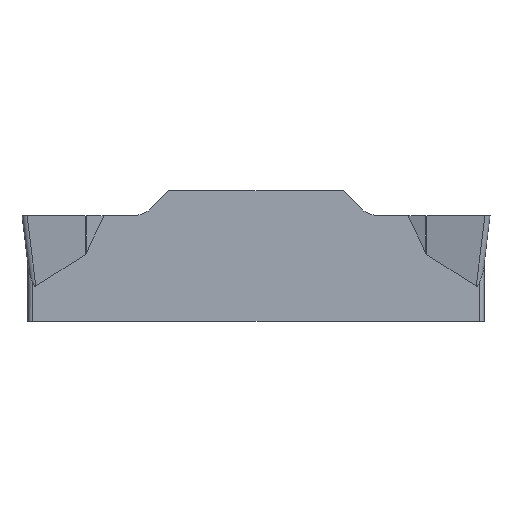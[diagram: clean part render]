
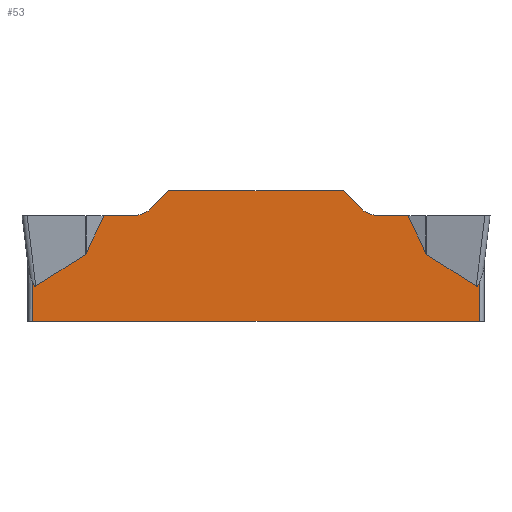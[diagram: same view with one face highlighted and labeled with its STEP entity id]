
A CAD part, left-side view. The second image highlights one B-rep face of the part: STEP entity #53.
In plain terms, the highlighted planar face has unit normal (-1, 0, 0).
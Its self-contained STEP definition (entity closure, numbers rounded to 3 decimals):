
#53=ADVANCED_FACE('',(#107),#87,.T.);
#87=PLANE('',#714);
#107=FACE_OUTER_BOUND('',#141,.T.);
#141=EDGE_LOOP('',(#195,#196,#197,#198,#199,#200,#201,#202,#203,#204,#205,
#206,#207,#208,#209,#210,#211,#212));
#175=CIRCLE('',#712,1.);
#176=CIRCLE('',#713,1.);
#183=ELLIPSE('',#710,1.53,0.2);
#184=ELLIPSE('',#711,1.53,0.2);
#195=ORIENTED_EDGE('',*,*,#451,.F.);
#196=ORIENTED_EDGE('',*,*,#452,.T.);
#197=ORIENTED_EDGE('',*,*,#453,.T.);
#198=ORIENTED_EDGE('',*,*,#454,.T.);
#199=ORIENTED_EDGE('',*,*,#455,.F.);
#200=ORIENTED_EDGE('',*,*,#456,.T.);
#201=ORIENTED_EDGE('',*,*,#457,.T.);
#202=ORIENTED_EDGE('',*,*,#458,.T.);
#203=ORIENTED_EDGE('',*,*,#459,.F.);
#204=ORIENTED_EDGE('',*,*,#460,.T.);
#205=ORIENTED_EDGE('',*,*,#461,.T.);
#206=ORIENTED_EDGE('',*,*,#462,.T.);
#207=ORIENTED_EDGE('',*,*,#463,.F.);
#208=ORIENTED_EDGE('',*,*,#464,.F.);
#209=ORIENTED_EDGE('',*,*,#465,.F.);
#210=ORIENTED_EDGE('',*,*,#466,.F.);
#211=ORIENTED_EDGE('',*,*,#467,.F.);
#212=ORIENTED_EDGE('',*,*,#468,.F.);
#387=VERTEX_POINT('',#951);
#388=VERTEX_POINT('',#952);
#389=VERTEX_POINT('',#954);
#390=VERTEX_POINT('',#965);
#391=VERTEX_POINT('',#967);
#392=VERTEX_POINT('',#969);
#393=VERTEX_POINT('',#971);
#394=VERTEX_POINT('',#973);
#395=VERTEX_POINT('',#975);
#396=VERTEX_POINT('',#977);
#397=VERTEX_POINT('',#979);
#398=VERTEX_POINT('',#990);
#399=VERTEX_POINT('',#992);
#400=VERTEX_POINT('',#994);
#401=VERTEX_POINT('',#996);
#402=VERTEX_POINT('',#998);
#403=VERTEX_POINT('',#1000);
#404=VERTEX_POINT('',#1002);
#451=EDGE_CURVE('',#387,#388,#547,.T.);
#452=EDGE_CURVE('',#387,#389,#548,.T.);
#453=EDGE_CURVE('',#389,#390,#675,.T.);
#454=EDGE_CURVE('',#390,#391,#549,.T.);
#455=EDGE_CURVE('',#392,#391,#183,.T.);
#456=EDGE_CURVE('',#392,#393,#550,.T.);
#457=EDGE_CURVE('',#393,#394,#551,.T.);
#458=EDGE_CURVE('',#394,#395,#552,.T.);
#459=EDGE_CURVE('',#396,#395,#184,.T.);
#460=EDGE_CURVE('',#396,#397,#553,.T.);
#461=EDGE_CURVE('',#397,#398,#676,.T.);
#462=EDGE_CURVE('',#398,#399,#554,.T.);
#463=EDGE_CURVE('',#400,#399,#555,.T.);
#464=EDGE_CURVE('',#401,#400,#175,.T.);
#465=EDGE_CURVE('',#402,#401,#556,.T.);
#466=EDGE_CURVE('',#403,#402,#557,.T.);
#467=EDGE_CURVE('',#404,#403,#558,.T.);
#468=EDGE_CURVE('',#388,#404,#176,.T.);
#547=LINE('',#950,#607);
#548=LINE('',#953,#608);
#549=LINE('',#966,#609);
#550=LINE('',#970,#610);
#551=LINE('',#972,#611);
#552=LINE('',#974,#612);
#553=LINE('',#978,#613);
#554=LINE('',#991,#614);
#555=LINE('',#993,#615);
#556=LINE('',#997,#616);
#557=LINE('',#999,#617);
#558=LINE('',#1001,#618);
#607=VECTOR('',#766,1.);
#608=VECTOR('',#767,1.);
#609=VECTOR('',#768,1.);
#610=VECTOR('',#771,1.);
#611=VECTOR('',#772,1.);
#612=VECTOR('',#773,1.);
#613=VECTOR('',#776,1.);
#614=VECTOR('',#777,1.);
#615=VECTOR('',#778,1.);
#616=VECTOR('',#781,1.);
#617=VECTOR('',#782,1.);
#618=VECTOR('',#783,1.);
#675=B_SPLINE_CURVE_WITH_KNOTS('',3,(#955,#956,#957,#958,#959,#960,#961,
#962,#963,#964),.UNSPECIFIED.,.F.,.F.,(4,3,3,4),(0.,0.487,0.739,
1.),.UNSPECIFIED.);
#676=B_SPLINE_CURVE_WITH_KNOTS('',3,(#980,#981,#982,#983,#984,#985,#986,
#987,#988,#989),.UNSPECIFIED.,.F.,.F.,(4,3,3,4),(0.,0.294,0.644,
1.),.UNSPECIFIED.);
#710=AXIS2_PLACEMENT_3D('',#968,#769,#770);
#711=AXIS2_PLACEMENT_3D('',#976,#774,#775);
#712=AXIS2_PLACEMENT_3D('',#995,#779,#780);
#713=AXIS2_PLACEMENT_3D('',#1003,#784,#785);
#714=AXIS2_PLACEMENT_3D('',#1004,#786,#787);
#766=DIRECTION('',(0.,-1.,0.));
#767=DIRECTION('',(0.,0.429,-0.903));
#768=DIRECTION('',(0.,0.843,-0.538));
#769=DIRECTION('',(-1.,0.,0.));
#770=DIRECTION('',(0.,-0.122,-0.993));
#771=DIRECTION('',(0.,0.,-1.));
#772=DIRECTION('',(0.,-1.,0.));
#773=DIRECTION('',(0.,0.,1.));
#774=DIRECTION('',(-1.,0.,0.));
#775=DIRECTION('',(0.,0.122,-0.993));
#776=DIRECTION('',(0.,0.843,0.538));
#777=DIRECTION('',(0.,0.429,0.903));
#778=DIRECTION('',(0.,-1.,0.));
#779=DIRECTION('',(-1.,0.,0.));
#780=DIRECTION('',(0.,0.,1.));
#781=DIRECTION('',(0.,-0.707,-0.707));
#782=DIRECTION('',(0.,-1.,0.));
#783=DIRECTION('',(0.,-0.707,0.707));
#784=DIRECTION('',(-1.,0.,0.));
#785=DIRECTION('',(0.,0.,1.));
#786=DIRECTION('',(-1.,0.,0.));
#787=DIRECTION('',(0.,0.,1.));
#950=CARTESIAN_POINT('',(-0.8,19.75,0.));
#951=CARTESIAN_POINT('',(-0.8,16.551,0.));
#952=CARTESIAN_POINT('',(-0.8,15.288,0.));
#953=CARTESIAN_POINT('',(-0.8,16.73,-0.378));
#954=CARTESIAN_POINT('',(-0.8,17.305,-1.591));
#955=CARTESIAN_POINT('',(-0.8,17.305,-1.591));
#956=CARTESIAN_POINT('',(-0.8,17.31,-1.6));
#957=CARTESIAN_POINT('',(-0.8,17.315,-1.609));
#958=CARTESIAN_POINT('',(-0.8,17.32,-1.618));
#959=CARTESIAN_POINT('',(-0.8,17.323,-1.622));
#960=CARTESIAN_POINT('',(-0.8,17.327,-1.627));
#961=CARTESIAN_POINT('',(-0.8,17.33,-1.631));
#962=CARTESIAN_POINT('',(-0.8,17.334,-1.635));
#963=CARTESIAN_POINT('',(-0.8,17.338,-1.639));
#964=CARTESIAN_POINT('',(-0.8,17.343,-1.642));
#965=CARTESIAN_POINT('',(-0.8,17.343,-1.642));
#966=CARTESIAN_POINT('',(-0.8,17.829,-1.952));
#967=CARTESIAN_POINT('',(-0.8,19.421,-2.97));
#968=CARTESIAN_POINT('',(-0.8,19.62,-1.456));
#969=CARTESIAN_POINT('',(-0.8,19.55,-2.804));
#970=CARTESIAN_POINT('',(-0.8,19.55,-4.454));
#971=CARTESIAN_POINT('',(-0.8,19.55,-4.454));
#972=CARTESIAN_POINT('',(-0.8,19.75,-4.454));
#973=CARTESIAN_POINT('',(-0.8,0.77,-4.454));
#974=CARTESIAN_POINT('',(-0.8,0.77,1.054));
#975=CARTESIAN_POINT('',(-0.8,0.77,-2.804));
#976=CARTESIAN_POINT('',(-0.8,0.7,-1.456));
#977=CARTESIAN_POINT('',(-0.8,0.899,-2.97));
#978=CARTESIAN_POINT('',(-0.8,16.11,6.75));
#979=CARTESIAN_POINT('',(-0.8,2.977,-1.642));
#980=CARTESIAN_POINT('',(-0.8,2.977,-1.642));
#981=CARTESIAN_POINT('',(-0.8,2.983,-1.639));
#982=CARTESIAN_POINT('',(-0.8,2.987,-1.634));
#983=CARTESIAN_POINT('',(-0.8,2.991,-1.629));
#984=CARTESIAN_POINT('',(-0.8,2.996,-1.624));
#985=CARTESIAN_POINT('',(-0.8,3.,-1.617));
#986=CARTESIAN_POINT('',(-0.8,3.004,-1.611));
#987=CARTESIAN_POINT('',(-0.8,3.008,-1.604));
#988=CARTESIAN_POINT('',(-0.8,3.011,-1.598));
#989=CARTESIAN_POINT('',(-0.8,3.015,-1.591));
#990=CARTESIAN_POINT('',(-0.8,3.015,-1.591));
#991=CARTESIAN_POINT('',(-0.8,7.113,7.049));
#992=CARTESIAN_POINT('',(-0.8,3.769,0.));
#993=CARTESIAN_POINT('',(-0.8,19.75,0.));
#994=CARTESIAN_POINT('',(-0.8,5.032,0.));
#995=CARTESIAN_POINT('',(-0.8,5.032,1.));
#996=CARTESIAN_POINT('',(-0.8,5.739,0.293));
#997=CARTESIAN_POINT('',(-0.8,13.125,7.679));
#998=CARTESIAN_POINT('',(-0.8,6.5,1.054));
#999=CARTESIAN_POINT('',(-0.8,19.75,1.054));
#1000=CARTESIAN_POINT('',(-0.8,13.82,1.054));
#1001=CARTESIAN_POINT('',(-0.8,16.785,-1.911));
#1002=CARTESIAN_POINT('',(-0.8,14.581,0.293));
#1003=CARTESIAN_POINT('',(-0.8,15.288,1.));
#1004=CARTESIAN_POINT('',(-0.8,19.75,1.054));
